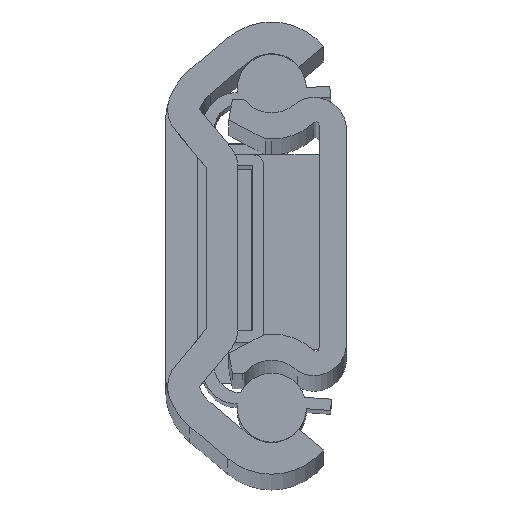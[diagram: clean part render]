
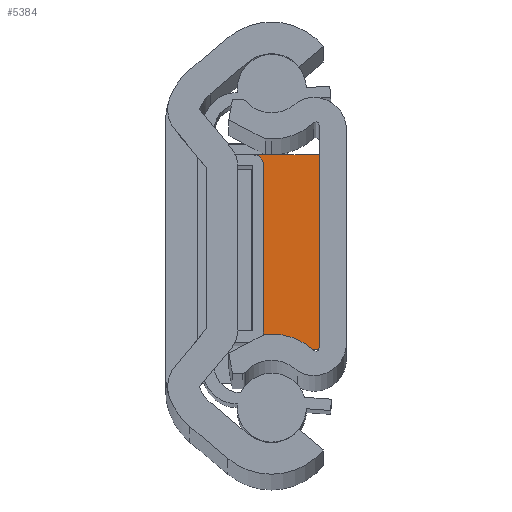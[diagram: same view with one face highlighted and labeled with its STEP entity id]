
A CAD part, top view. The second image highlights one B-rep face of the part: STEP entity #5384.
In plain terms, the highlighted face is planar.
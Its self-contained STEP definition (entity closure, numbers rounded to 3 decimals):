
#75 = FACE_OUTER_BOUND ( 'NONE', #1116, .T. ) ;
#142 = CARTESIAN_POINT ( 'NONE',  ( -4.2, -4.3, 197.3 ) ) ;
#157 = EDGE_CURVE ( 'NONE', #2140, #2466, #3973, .T. ) ;
#262 = EDGE_CURVE ( 'NONE', #2140, #2730, #4115, .T. ) ;
#324 = ORIENTED_EDGE ( 'NONE', *, *, #4122, .T. ) ;
#600 = DIRECTION ( 'NONE',  ( 1., 0., 0. ) ) ;
#896 = ORIENTED_EDGE ( 'NONE', *, *, #157, .F. ) ;
#1116 = EDGE_LOOP ( 'NONE', ( #324, #4297, #896, #4148 ) ) ;
#1284 = CARTESIAN_POINT ( 'NONE',  ( -4.2, 4.3, 197.3 ) ) ;
#1337 = DIRECTION ( 'NONE',  ( 1., 0., 0. ) ) ;
#1340 = CARTESIAN_POINT ( 'NONE',  ( -1.2, 4.3, 197.3 ) ) ;
#1906 = CARTESIAN_POINT ( 'NONE',  ( -4.2, -4.3, 197.3 ) ) ;
#1921 = CARTESIAN_POINT ( 'NONE',  ( -4.2, 4.3, 197.3 ) ) ;
#2125 = DIRECTION ( 'NONE',  ( 0., -1., 0. ) ) ;
#2140 = VERTEX_POINT ( 'NONE', #4712 ) ;
#2466 = VERTEX_POINT ( 'NONE', #1906 ) ;
#2561 = VECTOR ( 'NONE', #600, 1000. ) ;
#2730 = VERTEX_POINT ( 'NONE', #5290 ) ;
#2835 = DIRECTION ( 'NONE',  ( 0., -1., 0. ) ) ;
#3115 = AXIS2_PLACEMENT_3D ( 'NONE', #5198, #4326, #1337 ) ;
#3385 = VECTOR ( 'NONE', #4273, 1000. ) ;
#3411 = PLANE ( 'NONE',  #3115 ) ;
#3470 = LINE ( 'NONE', #142, #2561 ) ;
#3623 = EDGE_CURVE ( 'NONE', #2466, #5500, #3470, .T. ) ;
#3973 = LINE ( 'NONE', #1921, #5069 ) ;
#4115 = LINE ( 'NONE', #1284, #3385 ) ;
#4122 = EDGE_CURVE ( 'NONE', #2730, #5500, #5459, .T. ) ;
#4148 = ORIENTED_EDGE ( 'NONE', *, *, #262, .T. ) ;
#4273 = DIRECTION ( 'NONE',  ( 1., 0., 0. ) ) ;
#4297 = ORIENTED_EDGE ( 'NONE', *, *, #3623, .F. ) ;
#4326 = DIRECTION ( 'NONE',  ( 0., 0., 1. ) ) ;
#4370 = CARTESIAN_POINT ( 'NONE',  ( -1.2, -4.3, 197.3 ) ) ;
#4658 = VECTOR ( 'NONE', #2125, 1000. ) ;
#4712 = CARTESIAN_POINT ( 'NONE',  ( -4.2, 4.3, 197.3 ) ) ;
#5069 = VECTOR ( 'NONE', #2835, 1000. ) ;
#5198 = CARTESIAN_POINT ( 'NONE',  ( -4.2, 4.3, 197.3 ) ) ;
#5290 = CARTESIAN_POINT ( 'NONE',  ( -1.2, 4.3, 197.3 ) ) ;
#5384 = ADVANCED_FACE ( 'NONE', ( #75 ), #3411, .F. ) ;
#5459 = LINE ( 'NONE', #1340, #4658 ) ;
#5500 = VERTEX_POINT ( 'NONE', #4370 ) ;
